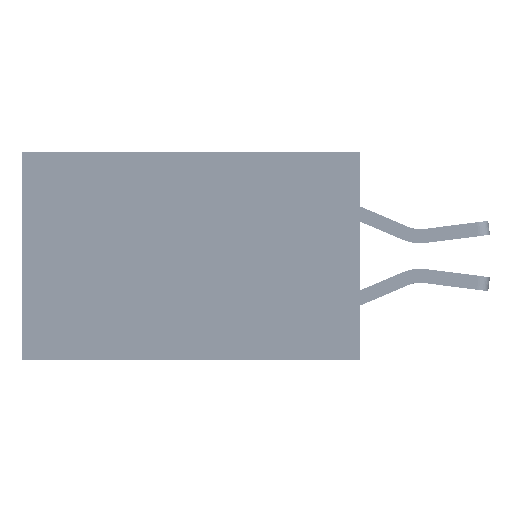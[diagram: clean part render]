
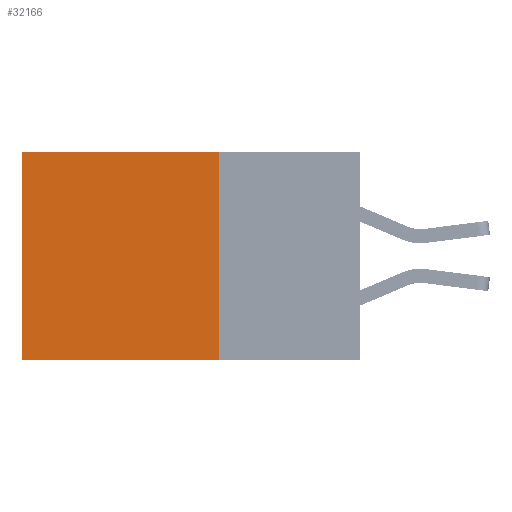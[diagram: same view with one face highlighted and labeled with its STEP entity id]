
A CAD part, left-side view. The second image highlights one B-rep face of the part: STEP entity #32166.
In plain terms, the highlighted planar face has unit normal (-1, 0, 0).
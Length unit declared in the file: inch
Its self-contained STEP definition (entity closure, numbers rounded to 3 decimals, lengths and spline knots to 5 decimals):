
#856 = CARTESIAN_POINT ( 'NONE',  ( 0.2875, 0.25, 0. ) ) ;
#1096 = LINE ( 'NONE', #42231, #17573 ) ;
#4136 = CARTESIAN_POINT ( 'NONE',  ( 0.2875, 0.25, 0. ) ) ;
#4295 = ORIENTED_EDGE ( 'NONE', *, *, #12211, .F. ) ;
#4646 = CARTESIAN_POINT ( 'NONE',  ( 0.2875, 0.6, -0.37 ) ) ;
#5539 = EDGE_CURVE ( 'NONE', #21743, #15985, #6048, .T. ) ;
#6048 = LINE ( 'NONE', #13338, #25251 ) ;
#6732 = VECTOR ( 'NONE', #41777, 39.37008 ) ;
#7052 = DIRECTION ( 'NONE',  ( 0., 0., -1. ) ) ;
#8759 = CARTESIAN_POINT ( 'NONE',  ( 0.2875, 0.6, 0. ) ) ;
#9720 = AXIS2_PLACEMENT_3D ( 'NONE', #33918, #13031, #16438 ) ;
#10556 = FACE_OUTER_BOUND ( 'NONE', #43781, .T. ) ;
#11898 = DIRECTION ( 'NONE',  ( 0., 1., 0. ) ) ;
#12211 = EDGE_CURVE ( 'NONE', #23178, #15985, #1096, .T. ) ;
#13031 = DIRECTION ( 'NONE',  ( 1., 0., 0. ) ) ;
#13338 = CARTESIAN_POINT ( 'NONE',  ( 0.2875, 0.6, 0. ) ) ;
#15339 = VECTOR ( 'NONE', #34782, 39.37008 ) ;
#15843 = EDGE_CURVE ( 'NONE', #40497, #23178, #31336, .T. ) ;
#15985 = VERTEX_POINT ( 'NONE', #4646 ) ;
#16438 = DIRECTION ( 'NONE',  ( 0., 0., -1. ) ) ;
#16470 = EDGE_CURVE ( 'NONE', #40497, #21743, #40396, .T. ) ;
#16966 = ORIENTED_EDGE ( 'NONE', *, *, #15843, .F. ) ;
#17573 = VECTOR ( 'NONE', #11898, 39.37008 ) ;
#21743 = VERTEX_POINT ( 'NONE', #8759 ) ;
#23178 = VERTEX_POINT ( 'NONE', #40891 ) ;
#25251 = VECTOR ( 'NONE', #7052, 39.37008 ) ;
#31336 = LINE ( 'NONE', #38066, #15339 ) ;
#31523 = ORIENTED_EDGE ( 'NONE', *, *, #5539, .T. ) ;
#32166 = ADVANCED_FACE ( 'NONE', ( #10556 ), #33481, .F. ) ;
#33481 = PLANE ( 'NONE',  #9720 ) ;
#33918 = CARTESIAN_POINT ( 'NONE',  ( 0.2875, 0.25, 0. ) ) ;
#34782 = DIRECTION ( 'NONE',  ( 0., 0., -1. ) ) ;
#38066 = CARTESIAN_POINT ( 'NONE',  ( 0.2875, 0.25, 0. ) ) ;
#40396 = LINE ( 'NONE', #4136, #6732 ) ;
#40497 = VERTEX_POINT ( 'NONE', #856 ) ;
#40891 = CARTESIAN_POINT ( 'NONE',  ( 0.2875, 0.25, -0.37 ) ) ;
#41199 = ORIENTED_EDGE ( 'NONE', *, *, #16470, .T. ) ;
#41777 = DIRECTION ( 'NONE',  ( 0., 1., 0. ) ) ;
#42231 = CARTESIAN_POINT ( 'NONE',  ( 0.2875, 0.25, -0.37 ) ) ;
#43781 = EDGE_LOOP ( 'NONE', ( #31523, #4295, #16966, #41199 ) ) ;
